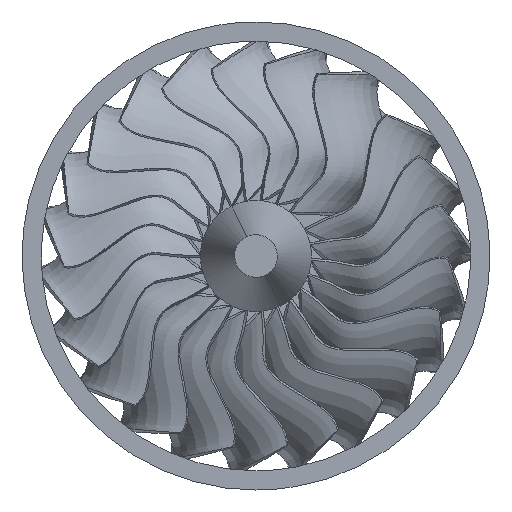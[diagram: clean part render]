
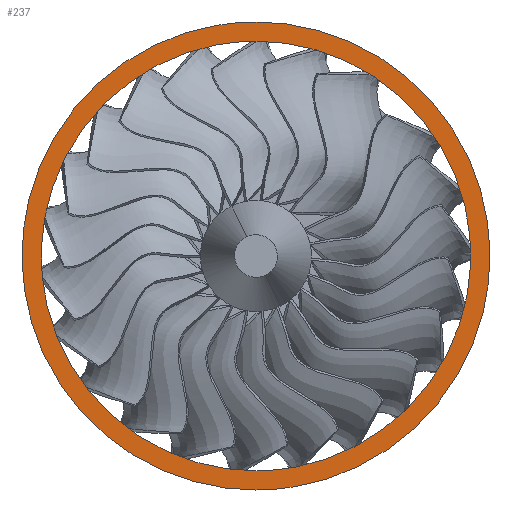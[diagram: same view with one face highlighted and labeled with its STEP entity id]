
A CAD part, front view. The second image highlights one B-rep face of the part: STEP entity #237.
In plain terms, the highlighted free-form (B-spline) face has degree [1, 1] with [2, 2] control points.
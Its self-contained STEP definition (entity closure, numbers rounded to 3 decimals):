
#120 = VERTEX_POINT('',#121);
#121 = CARTESIAN_POINT('',(1075.647,966.549,
    531.293));
#126 = EDGE_CURVE('',#120,#127,#129,.T.);
#127 = VERTEX_POINT('',#128);
#128 = CARTESIAN_POINT('',(1075.647,966.549,
    2994.114));
#129 = ( BOUNDED_CURVE() B_SPLINE_CURVE(2,(#130,#131,#132,#133,#134),
.UNSPECIFIED.,.F.,.F.) B_SPLINE_CURVE_WITH_KNOTS((3,2,3),(3.142,
4.712,6.283),.PIECEWISE_BEZIER_KNOTS.) CURVE() 
GEOMETRIC_REPRESENTATION_ITEM() RATIONAL_B_SPLINE_CURVE((1.,
0.707,1.,0.707,1.)) REPRESENTATION_ITEM('') );
#130 = CARTESIAN_POINT('',(1075.647,966.549,
    531.293));
#131 = CARTESIAN_POINT('',(-155.763,966.549,
    531.293));
#132 = CARTESIAN_POINT('',(-155.763,966.549,
    1762.704));
#133 = CARTESIAN_POINT('',(-155.763,966.549,
    2994.114));
#134 = CARTESIAN_POINT('',(1075.647,966.549,
    2994.114));
#178 = VERTEX_POINT('',#179);
#179 = CARTESIAN_POINT('',(1075.647,966.549,
    3104.39));
#184 = EDGE_CURVE('',#178,#185,#187,.T.);
#185 = VERTEX_POINT('',#186);
#186 = CARTESIAN_POINT('',(1075.647,966.549,
    421.018));
#187 = ( BOUNDED_CURVE() B_SPLINE_CURVE(2,(#188,#189,#190,#191,#192),
.UNSPECIFIED.,.F.,.F.) B_SPLINE_CURVE_WITH_KNOTS((3,2,3),(0.,
1.571,3.142),.PIECEWISE_BEZIER_KNOTS.) CURVE() 
GEOMETRIC_REPRESENTATION_ITEM() RATIONAL_B_SPLINE_CURVE((1.,
0.707,1.,0.707,1.)) REPRESENTATION_ITEM('') );
#188 = CARTESIAN_POINT('',(1075.647,966.549,
    3104.39));
#189 = CARTESIAN_POINT('',(2417.333,966.549,
    3104.39));
#190 = CARTESIAN_POINT('',(2417.333,966.549,
    1762.704));
#191 = CARTESIAN_POINT('',(2417.333,966.549,
    421.018));
#192 = CARTESIAN_POINT('',(1075.647,966.549,
    421.018));
#237 = ADVANCED_FACE('',(#238,#249),#260,.F.);
#238 = FACE_BOUND('',#239,.T.);
#239 = EDGE_LOOP('',(#240,#248));
#240 = ORIENTED_EDGE('',*,*,#241,.F.);
#241 = EDGE_CURVE('',#185,#178,#242,.T.);
#242 = ( BOUNDED_CURVE() B_SPLINE_CURVE(2,(#243,#244,#245,#246,#247),
.UNSPECIFIED.,.F.,.F.) B_SPLINE_CURVE_WITH_KNOTS((3,2,3),(3.142,
4.712,6.283),.PIECEWISE_BEZIER_KNOTS.) CURVE() 
GEOMETRIC_REPRESENTATION_ITEM() RATIONAL_B_SPLINE_CURVE((1.,
0.707,1.,0.707,1.)) REPRESENTATION_ITEM('') );
#243 = CARTESIAN_POINT('',(1075.647,966.549,
    421.018));
#244 = CARTESIAN_POINT('',(-266.039,966.549,
    421.018));
#245 = CARTESIAN_POINT('',(-266.039,966.549,
    1762.704));
#246 = CARTESIAN_POINT('',(-266.039,966.549,
    3104.39));
#247 = CARTESIAN_POINT('',(1075.647,966.549,
    3104.39));
#248 = ORIENTED_EDGE('',*,*,#184,.F.);
#249 = FACE_BOUND('',#250,.T.);
#250 = EDGE_LOOP('',(#251,#252));
#251 = ORIENTED_EDGE('',*,*,#126,.T.);
#252 = ORIENTED_EDGE('',*,*,#253,.T.);
#253 = EDGE_CURVE('',#127,#120,#254,.T.);
#254 = ( BOUNDED_CURVE() B_SPLINE_CURVE(2,(#255,#256,#257,#258,#259),
.UNSPECIFIED.,.F.,.F.) B_SPLINE_CURVE_WITH_KNOTS((3,2,3),(0.,
1.571,3.142),.PIECEWISE_BEZIER_KNOTS.) CURVE() 
GEOMETRIC_REPRESENTATION_ITEM() RATIONAL_B_SPLINE_CURVE((1.,
0.707,1.,0.707,1.)) REPRESENTATION_ITEM('') );
#255 = CARTESIAN_POINT('',(1075.647,966.549,
    2994.114));
#256 = CARTESIAN_POINT('',(2307.058,966.549,
    2994.114));
#257 = CARTESIAN_POINT('',(2307.058,966.549,
    1762.704));
#258 = CARTESIAN_POINT('',(2307.058,966.549,
    531.293));
#259 = CARTESIAN_POINT('',(1075.647,966.549,
    531.293));
#260 = B_SPLINE_SURFACE_WITH_KNOTS('',1,1,(
    (#261,#262)
    ,(#263,#264
    )),.UNSPECIFIED.,.F.,.F.,.F.,(2,2),(2,2),(-1095.,1095.),(
    -1095.,1095.),.PIECEWISE_BEZIER_KNOTS.);
#261 = CARTESIAN_POINT('',(-266.039,966.549,
    421.018));
#262 = CARTESIAN_POINT('',(2417.333,966.549,
    421.018));
#263 = CARTESIAN_POINT('',(-266.039,966.549,
    3104.39));
#264 = CARTESIAN_POINT('',(2417.333,966.549,
    3104.39));
